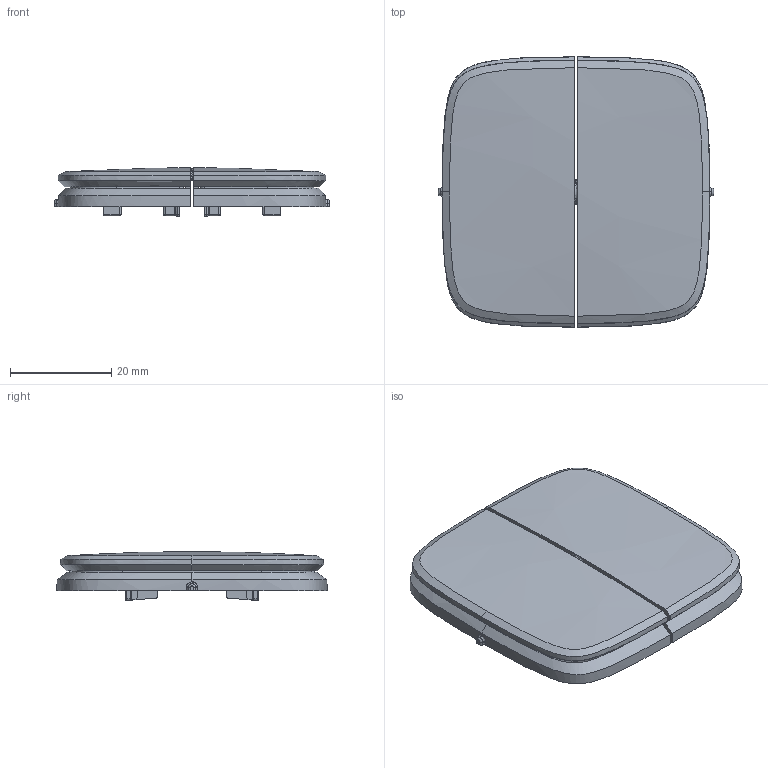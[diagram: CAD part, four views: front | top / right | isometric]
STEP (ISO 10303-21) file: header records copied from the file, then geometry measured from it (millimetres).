
FILE_DESCRIPTION(('CATIA V5 STEP Exchange','CAx-IF Rec.Pracs.--- Model Styling and Organization---1.4--- 2014-01-23'),'2;1');
FILE_NAME('755025_AllCATPart.stp','2020-02-24T12:25:28+00:00',('none'),('none'),'CATIA Version 5-6 Release 2017 SP3','CATIA V5 STEP AP214','none');
FILE_SCHEMA(('AUTOMOTIVE_DESIGN { 1 0 10303 214 1 1 1 1 }'));
Products named in the file (1): 755025_AllCATPart
Bounding box: 54.4 x 53.43 x 9.65 mm (x, y, z)
Volume: 8372.2 mm3; surface area: 13726 mm2
Topology: 2 solids, 2 shells, 8590 faces, 25188 edges, 16718 vertices
Faces by surface type: plane 8098, bspline 274, cylinder 146, cone 40, torus 20, sphere 12
Entity records: 328161 total; most frequent: CARTESIAN_POINT 126292, ORIENTED_EDGE 50328, EDGE_CURVE 25164, DIRECTION 24748, VERTEX_POINT 16718, B_SPLINE_CURVE_WITH_KNOTS 16570, EDGE_LOOP 8746, ADVANCED_FACE 8590
